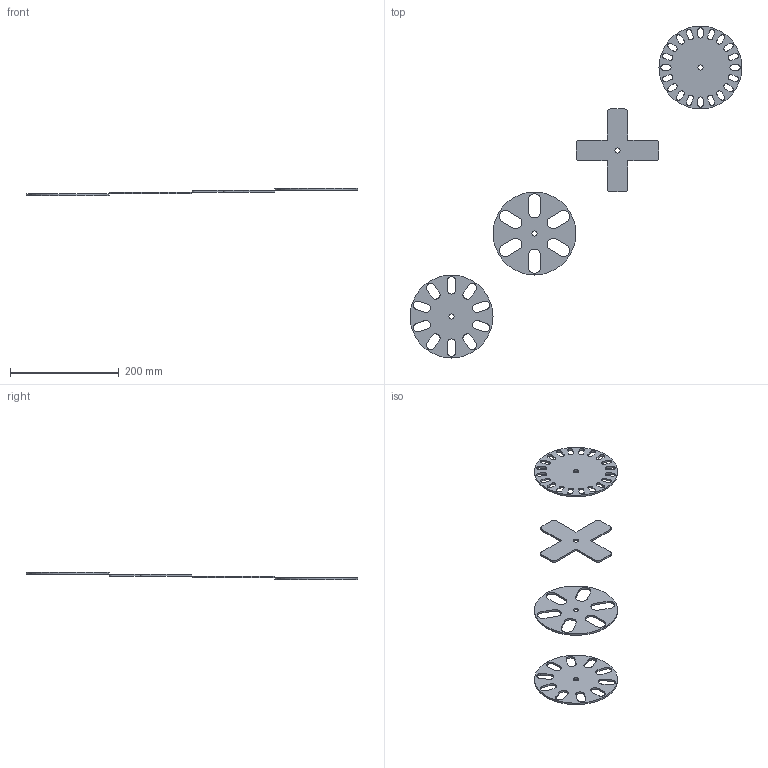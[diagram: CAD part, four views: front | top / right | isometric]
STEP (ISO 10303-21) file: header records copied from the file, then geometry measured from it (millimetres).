
FILE_DESCRIPTION(/* description */ ('4 RMS target discs'),/* implementation_level */ '2;1');
FILE_NAME(/* name */ 'RMS-T DISCS.stp',/* time_stamp */ '2014-02-05T09:18:17-05:00',/* author */ ('GL'),/* organization */ ('Conveyor Components Company, Division of Material Control, Inc.'),/* preprocessor_version */ 'ST-DEVELOPER v15.2',/* originating_system */ 'Autodesk Inventor 2014',/* authorisation */ 'GL');
FILE_SCHEMA (('AUTOMOTIVE_DESIGN { 1 0 10303 214 3 1 1 }'));
Length unit declared in the file: inch
Products named in the file (5): RMS-12T; RMS-18T; RMS-30T; RMS-8T; Assembly1
Bounding box: 609.6 x 609.6 x 13.72 mm (x, y, z)
Volume: 176531.2 mm3; surface area: 118827.7 mm2
Topology: 4 solids, 4 shells, 179 faces, 516 edges, 345 vertices
Faces by surface type: plane 92, cylinder 87
Full cylindrical faces by diameter (mm): 9.525 x4, 152.4 x3
Entity records: 6143 total; most frequent: DIRECTION 1056, CARTESIAN_POINT 1036, ORIENTED_EDGE 1012, EDGE_CURVE 506, AXIS2_PLACEMENT_3D 362, VERTEX_POINT 342, LINE 332, VECTOR 332
